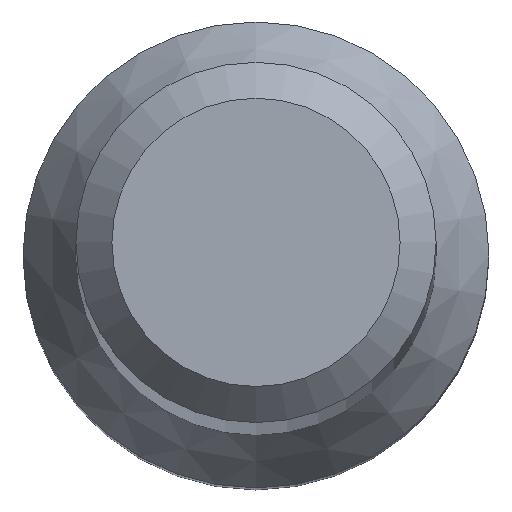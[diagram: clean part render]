
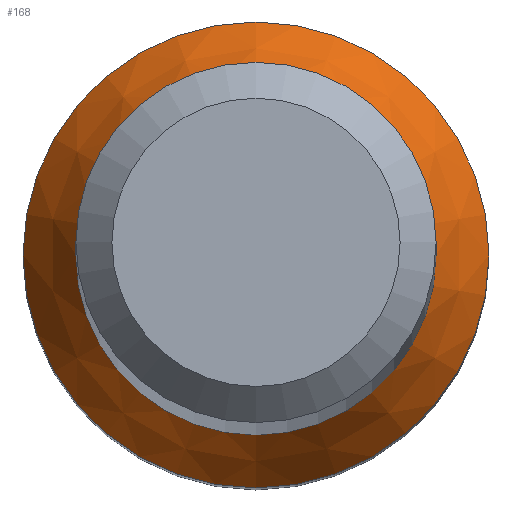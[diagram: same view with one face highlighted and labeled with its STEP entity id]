
A CAD part, top view. The second image highlights one B-rep face of the part: STEP entity #168.
In plain terms, the highlighted conical face has half-angle 30 degrees and reference radius 1.94 mm.
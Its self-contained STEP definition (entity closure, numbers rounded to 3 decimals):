
#19 = FACE_OUTER_BOUND ( 'NONE', #194, .T. ) ;
#22 = CARTESIAN_POINT ( 'NONE',  ( 0., 0., 10. ) ) ;
#75 = CARTESIAN_POINT ( 'NONE',  ( 0., 1.94, 10. ) ) ;
#97 = VERTEX_POINT ( 'NONE', #116 ) ;
#111 = DIRECTION ( 'NONE',  ( 0., 0., -1. ) ) ;
#116 = CARTESIAN_POINT ( 'NONE',  ( 0., 1.5, 10.762 ) ) ;
#120 = EDGE_CURVE ( 'NONE', #97, #97, #203, .T. ) ;
#122 = ORIENTED_EDGE ( 'NONE', *, *, #263, .F. ) ;
#130 = AXIS2_PLACEMENT_3D ( 'NONE', #154, #248, #190 ) ;
#140 = AXIS2_PLACEMENT_3D ( 'NONE', #22, #111, #212 ) ;
#145 = AXIS2_PLACEMENT_3D ( 'NONE', #223, #227, #299 ) ;
#154 = CARTESIAN_POINT ( 'NONE',  ( 0., 0., 10. ) ) ;
#168 = ADVANCED_FACE ( 'NONE', ( #278, #19 ), #261, .T. ) ;
#190 = DIRECTION ( 'NONE',  ( 0., 1., 0. ) ) ;
#193 = ORIENTED_EDGE ( 'NONE', *, *, #120, .T. ) ;
#194 = EDGE_LOOP ( 'NONE', ( #122 ) ) ;
#203 = CIRCLE ( 'NONE', #145, 1.5 ) ;
#212 = DIRECTION ( 'NONE',  ( 0., 1., 0. ) ) ;
#223 = CARTESIAN_POINT ( 'NONE',  ( 0., 0., 10.762 ) ) ;
#227 = DIRECTION ( 'NONE',  ( 0., 0., -1. ) ) ;
#235 = VERTEX_POINT ( 'NONE', #75 ) ;
#245 = EDGE_LOOP ( 'NONE', ( #193 ) ) ;
#248 = DIRECTION ( 'NONE',  ( 0., 0., -1. ) ) ;
#261 = CONICAL_SURFACE ( 'NONE', #130, 1.94, 0.524 ) ;
#263 = EDGE_CURVE ( 'NONE', #235, #235, #302, .T. ) ;
#278 = FACE_BOUND ( 'NONE', #245, .T. ) ;
#299 = DIRECTION ( 'NONE',  ( 0., 1., 0. ) ) ;
#302 = CIRCLE ( 'NONE', #140, 1.94 ) ;
